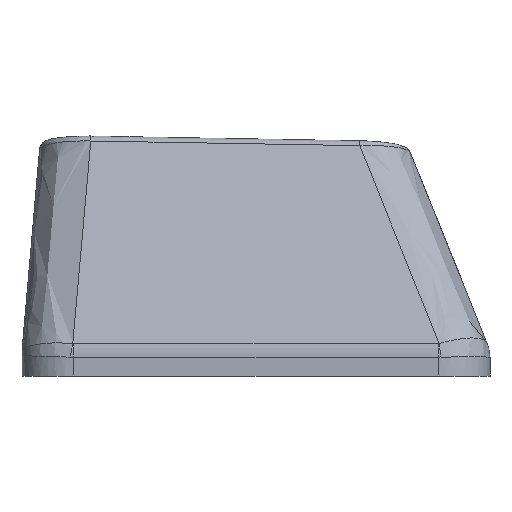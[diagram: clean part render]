
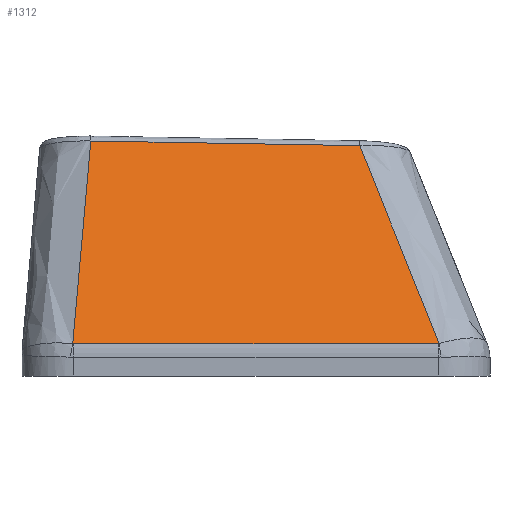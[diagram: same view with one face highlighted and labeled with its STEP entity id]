
A CAD part, left-side view. The second image highlights one B-rep face of the part: STEP entity #1312.
In plain terms, the highlighted free-form (B-spline) face has degree [3, 3] with [4, 4] control points.
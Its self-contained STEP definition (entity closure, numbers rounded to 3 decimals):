
#109=B_SPLINE_SURFACE_WITH_KNOTS('',3,3,((#2340,#2341,#2342,#2343),(#2344,
#2345,#2346,#2347),(#2348,#2349,#2350,#2351),(#2352,#2353,#2354,#2355)),
 .UNSPECIFIED.,.F.,.F.,.F.,(4,4),(4,4),(0.104,0.892),
(0.028,0.97),.UNSPECIFIED.);
#149=FACE_OUTER_BOUND('',#225,.T.);
#225=EDGE_LOOP('',(#957,#958,#959,#960,#961,#962));
#431=B_SPLINE_CURVE_WITH_KNOTS('',3,(#2042,#2043,#2044,#2045),
 .UNSPECIFIED.,.F.,.F.,(4,4),(0.,0.003),
 .UNSPECIFIED.);
#433=B_SPLINE_CURVE_WITH_KNOTS('',3,(#2069,#2070,#2071,#2072),
 .UNSPECIFIED.,.F.,.F.,(4,4),(0.,1.416),.UNSPECIFIED.);
#435=B_SPLINE_CURVE_WITH_KNOTS('',3,(#2096,#2097,#2098,#2099),
 .UNSPECIFIED.,.F.,.F.,(4,4),(0.,0.003),
 .UNSPECIFIED.);
#450=B_SPLINE_CURVE_WITH_KNOTS('',3,(#2357,#2358,#2359,#2360),
 .UNSPECIFIED.,.F.,.F.,(4,4),(0.027,0.904),
 .UNSPECIFIED.);
#451=B_SPLINE_CURVE_WITH_KNOTS('',3,(#2362,#2363,#2364,#2365),
 .UNSPECIFIED.,.F.,.F.,(4,4),(-1.044,0.),
 .UNSPECIFIED.);
#452=B_SPLINE_CURVE_WITH_KNOTS('',3,(#2366,#2367,#2368,#2369),
 .UNSPECIFIED.,.F.,.F.,(4,4),(-0.867,-0.025),
 .UNSPECIFIED.);
#552=VERTEX_POINT('',#2004);
#554=VERTEX_POINT('',#2035);
#556=VERTEX_POINT('',#2062);
#558=VERTEX_POINT('',#2089);
#574=VERTEX_POINT('',#2356);
#575=VERTEX_POINT('',#2361);
#701=EDGE_CURVE('',#552,#554,#431,.T.);
#704=EDGE_CURVE('',#554,#556,#433,.T.);
#707=EDGE_CURVE('',#556,#558,#435,.T.);
#731=EDGE_CURVE('',#574,#552,#450,.T.);
#732=EDGE_CURVE('',#575,#574,#451,.T.);
#733=EDGE_CURVE('',#558,#575,#452,.T.);
#957=ORIENTED_EDGE('',*,*,#707,.F.);
#958=ORIENTED_EDGE('',*,*,#704,.F.);
#959=ORIENTED_EDGE('',*,*,#701,.F.);
#960=ORIENTED_EDGE('',*,*,#731,.F.);
#961=ORIENTED_EDGE('',*,*,#732,.F.);
#962=ORIENTED_EDGE('',*,*,#733,.F.);
#1312=ADVANCED_FACE('',(#149),#109,.T.);
#2004=CARTESIAN_POINT('',(-8.981,-7.107,0.26));
#2035=CARTESIAN_POINT('',(-8.982,-7.081,0.258));
#2042=CARTESIAN_POINT('Ctrl Pts',(-8.981,-7.107,0.26));
#2043=CARTESIAN_POINT('Ctrl Pts',(-8.982,-7.098,0.259));
#2044=CARTESIAN_POINT('Ctrl Pts',(-8.982,-7.089,0.258));
#2045=CARTESIAN_POINT('Ctrl Pts',(-8.982,-7.081,0.258));
#2062=CARTESIAN_POINT('',(-8.986,7.08,0.253));
#2069=CARTESIAN_POINT('Ctrl Pts',(-8.982,-7.081,0.258));
#2070=CARTESIAN_POINT('Ctrl Pts',(-8.984,-2.36,0.256));
#2071=CARTESIAN_POINT('Ctrl Pts',(-8.985,2.36,0.255));
#2072=CARTESIAN_POINT('Ctrl Pts',(-8.986,7.08,0.253));
#2089=CARTESIAN_POINT('',(-8.985,7.111,0.256));
#2096=CARTESIAN_POINT('Ctrl Pts',(-8.986,7.08,0.253));
#2097=CARTESIAN_POINT('Ctrl Pts',(-8.986,7.091,0.253));
#2098=CARTESIAN_POINT('Ctrl Pts',(-8.986,7.101,0.254));
#2099=CARTESIAN_POINT('Ctrl Pts',(-8.985,7.111,0.256));
#2340=CARTESIAN_POINT('Ctrl Pts',(-6.056,-4.415,7.937));
#2341=CARTESIAN_POINT('Ctrl Pts',(-7.033,-5.314,5.374));
#2342=CARTESIAN_POINT('Ctrl Pts',(-8.01,-6.213,2.811));
#2343=CARTESIAN_POINT('Ctrl Pts',(-8.986,-7.111,0.247));
#2344=CARTESIAN_POINT('Ctrl Pts',(-6.056,-0.667,8.));
#2345=CARTESIAN_POINT('Ctrl Pts',(-7.033,-1.235,5.417));
#2346=CARTESIAN_POINT('Ctrl Pts',(-8.01,-1.803,2.833));
#2347=CARTESIAN_POINT('Ctrl Pts',(-8.986,-2.37,0.249));
#2348=CARTESIAN_POINT('Ctrl Pts',(-6.056,3.08,8.063));
#2349=CARTESIAN_POINT('Ctrl Pts',(-7.033,2.844,5.459));
#2350=CARTESIAN_POINT('Ctrl Pts',(-8.01,2.607,2.855));
#2351=CARTESIAN_POINT('Ctrl Pts',(-8.986,2.37,0.251));
#2352=CARTESIAN_POINT('Ctrl Pts',(-6.056,6.828,8.126));
#2353=CARTESIAN_POINT('Ctrl Pts',(-7.033,6.923,5.502));
#2354=CARTESIAN_POINT('Ctrl Pts',(-8.01,7.017,2.878));
#2355=CARTESIAN_POINT('Ctrl Pts',(-8.986,7.111,0.253));
#2356=CARTESIAN_POINT('',(-6.058,-4.026,7.94));
#2357=CARTESIAN_POINT('Ctrl Pts',(-6.058,-4.026,7.94));
#2358=CARTESIAN_POINT('Ctrl Pts',(-7.031,-5.052,5.38));
#2359=CARTESIAN_POINT('Ctrl Pts',(-8.006,-6.079,2.82));
#2360=CARTESIAN_POINT('Ctrl Pts',(-8.981,-7.107,0.26));
#2361=CARTESIAN_POINT('',(-6.056,6.412,8.119));
#2362=CARTESIAN_POINT('Ctrl Pts',(-6.056,6.412,8.119));
#2363=CARTESIAN_POINT('Ctrl Pts',(-6.057,2.933,8.06));
#2364=CARTESIAN_POINT('Ctrl Pts',(-6.057,-0.547,8.));
#2365=CARTESIAN_POINT('Ctrl Pts',(-6.058,-4.026,7.94));
#2366=CARTESIAN_POINT('Ctrl Pts',(-8.985,7.111,0.256));
#2367=CARTESIAN_POINT('Ctrl Pts',(-8.01,6.879,2.877));
#2368=CARTESIAN_POINT('Ctrl Pts',(-7.034,6.646,5.498));
#2369=CARTESIAN_POINT('Ctrl Pts',(-6.056,6.412,8.119));
